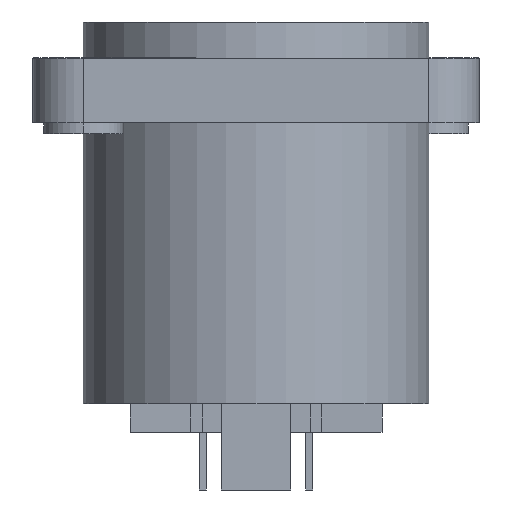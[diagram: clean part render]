
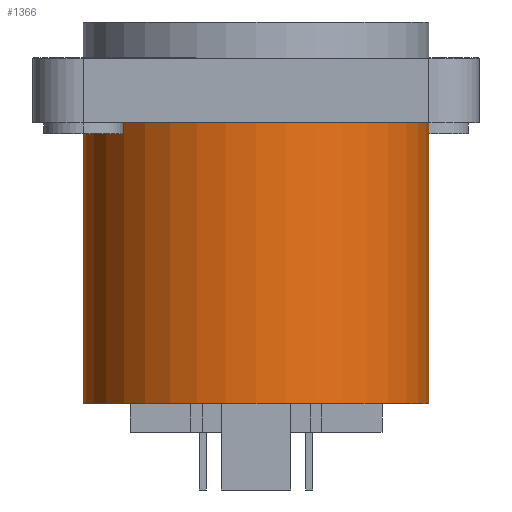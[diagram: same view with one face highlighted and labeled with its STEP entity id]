
A CAD part, left-side view. The second image highlights one B-rep face of the part: STEP entity #1366.
In plain terms, the highlighted cylindrical face has radius 12 mm (diameter 24 mm), a partial arc.
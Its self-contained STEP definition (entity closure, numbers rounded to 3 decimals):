
#6=DIRECTION('',(0.,0.,1.));
#7=VECTOR('',#6,19.5);
#8=CARTESIAN_POINT('',(0.,12.,-19.5));
#9=LINE('',#8,#7);
#10=DIRECTION('',(0.,0.,1.));
#11=VECTOR('',#10,19.5);
#12=CARTESIAN_POINT('',(0.,-12.,-19.5));
#13=LINE('',#12,#11);
#14=CARTESIAN_POINT('',(0.,0.,-19.5));
#15=DIRECTION('',(0.,0.,1.));
#16=DIRECTION('',(0.,1.,0.));
#17=AXIS2_PLACEMENT_3D('',#14,#15,#16);
#24=CARTESIAN_POINT('',(0.,0.,0.));
#25=DIRECTION('',(0.,0.,1.));
#26=DIRECTION('',(0.,1.,0.));
#27=AXIS2_PLACEMENT_3D('',#24,#25,#26);
#1017=CARTESIAN_POINT('',(0.,12.,-19.5));
#1018=CARTESIAN_POINT('',(0.,12.,0.));
#1019=VERTEX_POINT('',#1017);
#1020=VERTEX_POINT('',#1018);
#1033=CARTESIAN_POINT('',(0.,-12.,-19.5));
#1034=CARTESIAN_POINT('',(0.,-12.,0.));
#1035=VERTEX_POINT('',#1033);
#1036=VERTEX_POINT('',#1034);
#1353=CARTESIAN_POINT('',(0.,0.,8.325));
#1354=DIRECTION('',(0.,0.,-1.));
#1355=DIRECTION('',(0.,-1.,0.));
#1356=AXIS2_PLACEMENT_3D('',#1353,#1354,#1355);
#1357=CYLINDRICAL_SURFACE('',#1356,12.);
#1358=ORIENTED_EDGE('',*,*,#1342,.T.);
#1360=ORIENTED_EDGE('',*,*,#1359,.T.);
#1361=ORIENTED_EDGE('',*,*,#1346,.F.);
#1363=ORIENTED_EDGE('',*,*,#1362,.F.);
#1364=EDGE_LOOP('',(#1358,#1360,#1361,#1363));
#1365=FACE_OUTER_BOUND('',#1364,.F.);
#1366=ADVANCED_FACE('',(#1365),#1357,.T.);
#18=CIRCLE('',#17,12.);
#28=CIRCLE('',#27,12.);
#1342=EDGE_CURVE('',#1019,#1020,#9,.T.);
#1346=EDGE_CURVE('',#1035,#1036,#13,.T.);
#1359=EDGE_CURVE('',#1020,#1036,#28,.T.);
#1362=EDGE_CURVE('',#1019,#1035,#18,.T.);
